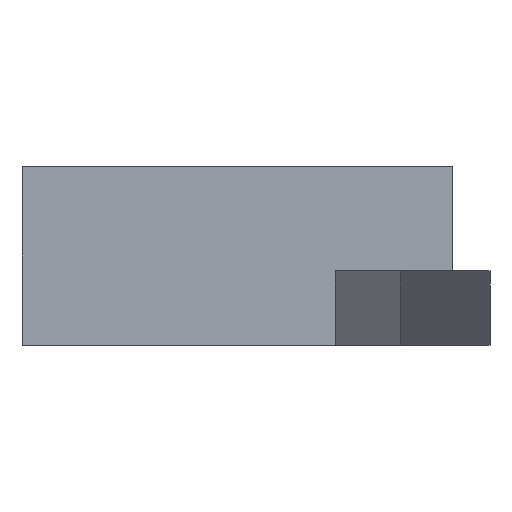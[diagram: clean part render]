
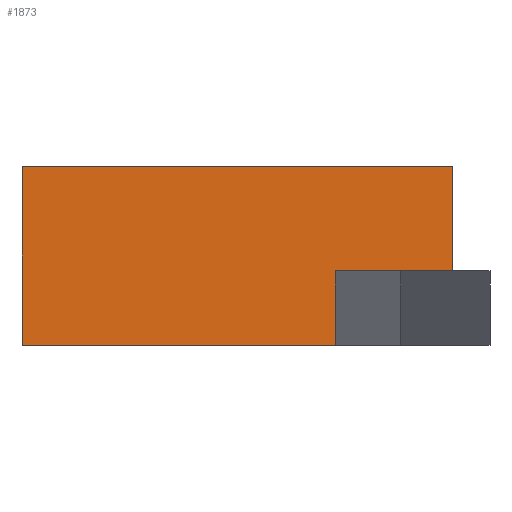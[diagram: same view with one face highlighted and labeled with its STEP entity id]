
A CAD part, front view. The second image highlights one B-rep face of the part: STEP entity #1873.
In plain terms, the highlighted planar face has unit normal (0, -1, 0).
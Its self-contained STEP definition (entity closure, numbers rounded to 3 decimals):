
#4 = LINE ( 'NONE', #1986, #1648 ) ;
#123 = DIRECTION ( 'NONE',  ( 1., 0., 0. ) ) ;
#142 = CARTESIAN_POINT ( 'NONE',  ( 6.824, -7.9, 136.201 ) ) ;
#166 = DIRECTION ( 'NONE',  ( 0., 0., -1. ) ) ;
#167 = ORIENTED_EDGE ( 'NONE', *, *, #1221, .T. ) ;
#173 = VERTEX_POINT ( 'NONE', #1496 ) ;
#174 = VERTEX_POINT ( 'NONE', #1202 ) ;
#269 = CARTESIAN_POINT ( 'NONE',  ( -14.201, -7.9, 81.01 ) ) ;
#365 = DIRECTION ( 'NONE',  ( 0., 0., 1. ) ) ;
#383 = EDGE_CURVE ( 'NONE', #675, #173, #1805, .T. ) ;
#406 = ORIENTED_EDGE ( 'NONE', *, *, #1308, .F. ) ;
#414 = EDGE_CURVE ( 'NONE', #1981, #1661, #789, .T. ) ;
#545 = CARTESIAN_POINT ( 'NONE',  ( 14.699, -7.9, 93.01 ) ) ;
#554 = CARTESIAN_POINT ( 'NONE',  ( 6.824, -7.9, 86.01 ) ) ;
#625 = VERTEX_POINT ( 'NONE', #545 ) ;
#675 = VERTEX_POINT ( 'NONE', #554 ) ;
#694 = PLANE ( 'NONE',  #1086 ) ;
#789 = LINE ( 'NONE', #1440, #1989 ) ;
#899 = CARTESIAN_POINT ( 'NONE',  ( -14.201, -7.9, 93.01 ) ) ;
#909 = LINE ( 'NONE', #1252, #2063 ) ;
#970 = VECTOR ( 'NONE', #2098, 1000. ) ;
#1069 = ORIENTED_EDGE ( 'NONE', *, *, #383, .F. ) ;
#1086 = AXIS2_PLACEMENT_3D ( 'NONE', #1664, #1708, #365 ) ;
#1202 = CARTESIAN_POINT ( 'NONE',  ( 14.699, -7.9, 86.01 ) ) ;
#1208 = LINE ( 'NONE', #1674, #1719 ) ;
#1221 = EDGE_CURVE ( 'NONE', #1661, #173, #1937, .T. ) ;
#1252 = CARTESIAN_POINT ( 'NONE',  ( 17.199, -7.9, 86.01 ) ) ;
#1273 = DIRECTION ( 'NONE',  ( 0., 0., -1. ) ) ;
#1308 = EDGE_CURVE ( 'NONE', #174, #675, #909, .T. ) ;
#1400 = ORIENTED_EDGE ( 'NONE', *, *, #1914, .F. ) ;
#1440 = CARTESIAN_POINT ( 'NONE',  ( -14.201, -7.9, 86.01 ) ) ;
#1484 = ORIENTED_EDGE ( 'NONE', *, *, #1895, .F. ) ;
#1492 = DIRECTION ( 'NONE',  ( 1., 0., 0. ) ) ;
#1496 = CARTESIAN_POINT ( 'NONE',  ( 6.824, -7.9, 81.01 ) ) ;
#1584 = DIRECTION ( 'NONE',  ( -1., 0., 0. ) ) ;
#1648 = VECTOR ( 'NONE', #166, 1000. ) ;
#1661 = VERTEX_POINT ( 'NONE', #2114 ) ;
#1664 = CARTESIAN_POINT ( 'NONE',  ( -14.201, -7.9, 86.01 ) ) ;
#1674 = CARTESIAN_POINT ( 'NONE',  ( -14.201, -7.9, 93.01 ) ) ;
#1684 = VECTOR ( 'NONE', #123, 1000. ) ;
#1708 = DIRECTION ( 'NONE',  ( 0., 1., 0. ) ) ;
#1719 = VECTOR ( 'NONE', #1492, 1000. ) ;
#1805 = LINE ( 'NONE', #142, #970 ) ;
#1828 = FACE_OUTER_BOUND ( 'NONE', #1829, .T. ) ;
#1829 = EDGE_LOOP ( 'NONE', ( #167, #1069, #406, #1400, #1484, #2005 ) ) ;
#1873 = ADVANCED_FACE ( 'NONE', ( #1828 ), #694, .F. ) ;
#1895 = EDGE_CURVE ( 'NONE', #1981, #625, #1208, .T. ) ;
#1914 = EDGE_CURVE ( 'NONE', #625, #174, #4, .T. ) ;
#1937 = LINE ( 'NONE', #269, #1684 ) ;
#1981 = VERTEX_POINT ( 'NONE', #899 ) ;
#1986 = CARTESIAN_POINT ( 'NONE',  ( 14.699, -7.9, 122.339 ) ) ;
#1989 = VECTOR ( 'NONE', #1273, 1000. ) ;
#2005 = ORIENTED_EDGE ( 'NONE', *, *, #414, .T. ) ;
#2063 = VECTOR ( 'NONE', #1584, 1000. ) ;
#2098 = DIRECTION ( 'NONE',  ( 0., 0., -1. ) ) ;
#2114 = CARTESIAN_POINT ( 'NONE',  ( -14.201, -7.9, 81.01 ) ) ;
